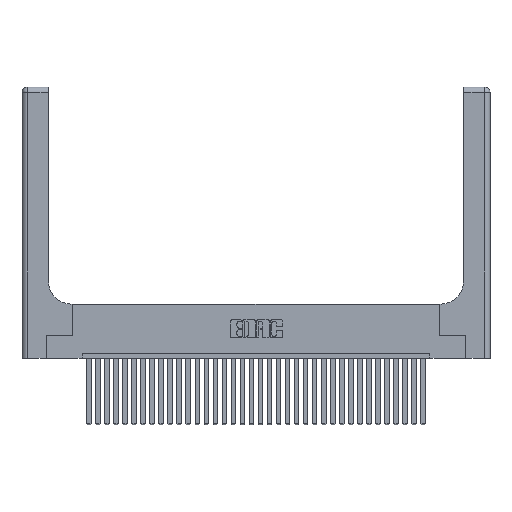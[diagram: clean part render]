
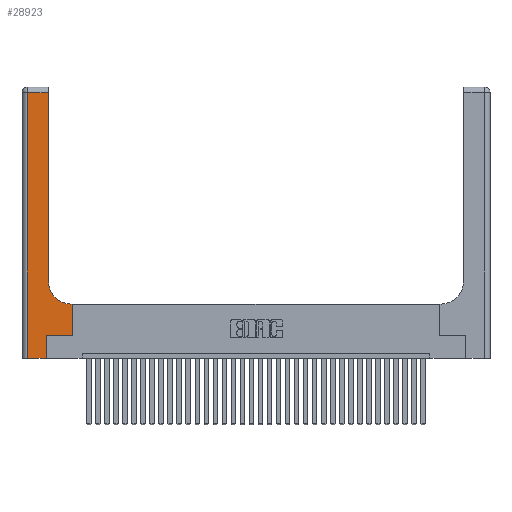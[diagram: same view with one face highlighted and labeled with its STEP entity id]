
A CAD part, top view. The second image highlights one B-rep face of the part: STEP entity #28923.
In plain terms, the highlighted planar face has unit normal (0, 0, 1).
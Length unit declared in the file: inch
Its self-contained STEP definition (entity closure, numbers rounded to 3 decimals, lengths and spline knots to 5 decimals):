
#310 = EDGE_LOOP ( 'NONE', ( #9613, #12948, #6289, #16893, #25652, #6542, #17439, #12361, #14394 ) ) ;
#504 = VECTOR ( 'NONE', #18135, 39.37008 ) ;
#1515 = VERTEX_POINT ( 'NONE', #20631 ) ;
#1573 = CARTESIAN_POINT ( 'NONE',  ( 0.06, 2.94, 0.37 ) ) ;
#1643 = CARTESIAN_POINT ( 'NONE',  ( 0.5585, 0.25, 0.37 ) ) ;
#1809 = CIRCLE ( 'NONE', #2522, 0.25 ) ;
#2522 = AXIS2_PLACEMENT_3D ( 'NONE', #13521, #21169, #31676 ) ;
#3741 = FACE_OUTER_BOUND ( 'NONE', #310, .T. ) ;
#5503 = VECTOR ( 'NONE', #26692, 39.37008 ) ;
#5853 = CARTESIAN_POINT ( 'NONE',  ( 0.5415, 0.6, 0.37 ) ) ;
#6289 = ORIENTED_EDGE ( 'NONE', *, *, #27330, .T. ) ;
#6542 = ORIENTED_EDGE ( 'NONE', *, *, #33351, .T. ) ;
#7682 = VECTOR ( 'NONE', #17200, 39.37008 ) ;
#7759 = VERTEX_POINT ( 'NONE', #13015 ) ;
#8378 = EDGE_CURVE ( 'NONE', #26957, #31358, #16214, .T. ) ;
#8748 = CARTESIAN_POINT ( 'NONE',  ( 0.2915, 2.94, 0.37 ) ) ;
#8934 = VERTEX_POINT ( 'NONE', #5853 ) ;
#9377 = CARTESIAN_POINT ( 'NONE',  ( 0., 3., 0.37 ) ) ;
#9472 = CARTESIAN_POINT ( 'NONE',  ( 0., 2.94, 0.37 ) ) ;
#9613 = ORIENTED_EDGE ( 'NONE', *, *, #17799, .T. ) ;
#10454 = CARTESIAN_POINT ( 'NONE',  ( 0.269, 0.25, 0.37 ) ) ;
#11093 = VERTEX_POINT ( 'NONE', #34114 ) ;
#11278 = LINE ( 'NONE', #13246, #24081 ) ;
#11800 = DIRECTION ( 'NONE',  ( -1., 0., 0. ) ) ;
#12034 = CARTESIAN_POINT ( 'NONE',  ( 0.2915, 0.6, 0.37 ) ) ;
#12203 = EDGE_CURVE ( 'NONE', #11093, #8934, #17929, .T. ) ;
#12321 = DIRECTION ( 'NONE',  ( 1., 0., 0. ) ) ;
#12361 = ORIENTED_EDGE ( 'NONE', *, *, #12203, .T. ) ;
#12666 = CARTESIAN_POINT ( 'NONE',  ( 0.269, 0., 0.37 ) ) ;
#12948 = ORIENTED_EDGE ( 'NONE', *, *, #8378, .T. ) ;
#13015 = CARTESIAN_POINT ( 'NONE',  ( 0.2915, 0.85, 0.37 ) ) ;
#13043 = VERTEX_POINT ( 'NONE', #10454 ) ;
#13246 = CARTESIAN_POINT ( 'NONE',  ( 0.06, 3., 0.37 ) ) ;
#13521 = CARTESIAN_POINT ( 'NONE',  ( 0.5415, 0.85, 0.37 ) ) ;
#14025 = VERTEX_POINT ( 'NONE', #1643 ) ;
#14394 = ORIENTED_EDGE ( 'NONE', *, *, #27805, .T. ) ;
#14526 = PLANE ( 'NONE',  #19028 ) ;
#14643 = DIRECTION ( 'NONE',  ( -1., 0., 0. ) ) ;
#16214 = LINE ( 'NONE', #9472, #5503 ) ;
#16531 = DIRECTION ( 'NONE',  ( 0., -1., 0. ) ) ;
#16893 = ORIENTED_EDGE ( 'NONE', *, *, #29948, .T. ) ;
#17200 = DIRECTION ( 'NONE',  ( 0., 1., 0. ) ) ;
#17439 = ORIENTED_EDGE ( 'NONE', *, *, #26807, .T. ) ;
#17799 = EDGE_CURVE ( 'NONE', #7759, #26957, #20481, .T. ) ;
#17929 = LINE ( 'NONE', #12034, #18707 ) ;
#18135 = DIRECTION ( 'NONE',  ( 0., 1., 0. ) ) ;
#18707 = VECTOR ( 'NONE', #11800, 39.37008 ) ;
#19028 = AXIS2_PLACEMENT_3D ( 'NONE', #9377, #30448, #14643 ) ;
#19228 = CARTESIAN_POINT ( 'NONE',  ( 0.5585, 0.25, 0.37 ) ) ;
#19865 = LINE ( 'NONE', #30649, #26060 ) ;
#20481 = LINE ( 'NONE', #33032, #7682 ) ;
#20631 = CARTESIAN_POINT ( 'NONE',  ( 0.269, 0., 0.37 ) ) ;
#20854 = LINE ( 'NONE', #19228, #26992 ) ;
#21169 = DIRECTION ( 'NONE',  ( 0., 0., -1. ) ) ;
#21443 = VECTOR ( 'NONE', #24770, 39.37008 ) ;
#23242 = LINE ( 'NONE', #12666, #504 ) ;
#24081 = VECTOR ( 'NONE', #16531, 39.37008 ) ;
#24155 = EDGE_CURVE ( 'NONE', #1515, #13043, #23242, .T. ) ;
#24770 = DIRECTION ( 'NONE',  ( 1., 0., 0. ) ) ;
#25652 = ORIENTED_EDGE ( 'NONE', *, *, #24155, .T. ) ;
#26060 = VECTOR ( 'NONE', #12321, 39.37008 ) ;
#26692 = DIRECTION ( 'NONE',  ( -1., 0., 0. ) ) ;
#26807 = EDGE_CURVE ( 'NONE', #14025, #11093, #20854, .T. ) ;
#26957 = VERTEX_POINT ( 'NONE', #8748 ) ;
#26992 = VECTOR ( 'NONE', #27185, 39.37008 ) ;
#27185 = DIRECTION ( 'NONE',  ( 0., 1., 0. ) ) ;
#27330 = EDGE_CURVE ( 'NONE', #31358, #27431, #11278, .T. ) ;
#27431 = VERTEX_POINT ( 'NONE', #27635 ) ;
#27635 = CARTESIAN_POINT ( 'NONE',  ( 0.06, 0., 0.37 ) ) ;
#27805 = EDGE_CURVE ( 'NONE', #8934, #7759, #1809, .T. ) ;
#28923 = ADVANCED_FACE ( 'NONE', ( #3741 ), #14526, .F. ) ;
#29819 = CARTESIAN_POINT ( 'NONE',  ( 0., 0., 0.37 ) ) ;
#29948 = EDGE_CURVE ( 'NONE', #27431, #1515, #33437, .T. ) ;
#30448 = DIRECTION ( 'NONE',  ( 0., 0., -1. ) ) ;
#30649 = CARTESIAN_POINT ( 'NONE',  ( 0.269, 0.25, 0.37 ) ) ;
#31358 = VERTEX_POINT ( 'NONE', #1573 ) ;
#31676 = DIRECTION ( 'NONE',  ( 1., 0., 0. ) ) ;
#33032 = CARTESIAN_POINT ( 'NONE',  ( 0.2915, 3., 0.37 ) ) ;
#33351 = EDGE_CURVE ( 'NONE', #13043, #14025, #19865, .T. ) ;
#33437 = LINE ( 'NONE', #29819, #21443 ) ;
#34114 = CARTESIAN_POINT ( 'NONE',  ( 0.5585, 0.6, 0.37 ) ) ;
